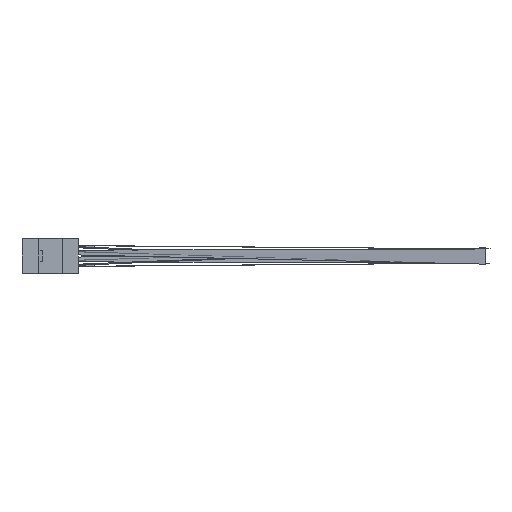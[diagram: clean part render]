
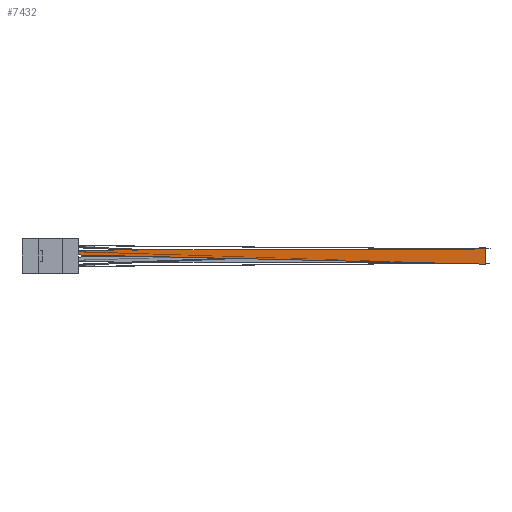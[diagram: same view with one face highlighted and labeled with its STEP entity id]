
A CAD part, left-side view. The second image highlights one B-rep face of the part: STEP entity #7432.
In plain terms, the highlighted cylindrical face has radius 1.943 mm (diameter 3.886 mm), a partial arc.
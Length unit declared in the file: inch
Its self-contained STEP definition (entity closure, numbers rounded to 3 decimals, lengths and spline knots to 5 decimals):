
#1838 = VECTOR ( 'NONE', #17154, 39.37008 ) ;
#1999 = CARTESIAN_POINT ( 'NONE',  ( 0.228, 0.0425, 0.025 ) ) ;
#2510 = DIRECTION ( 'NONE',  ( 0., 1., 0. ) ) ;
#3664 = CYLINDRICAL_SURFACE ( 'NONE', #11653, 0.0765 ) ;
#4098 = LINE ( 'NONE', #22264, #1838 ) ;
#4814 = EDGE_CURVE ( 'NONE', #27239, #26024, #6614, .T. ) ;
#6614 = LINE ( 'NONE', #22438, #25738 ) ;
#7432 = ADVANCED_FACE ( 'NONE', ( #25654 ), #3664, .T. ) ;
#7458 = EDGE_CURVE ( 'NONE', #16417, #10110, #4098, .T. ) ;
#8281 = ORIENTED_EDGE ( 'NONE', *, *, #17750, .T. ) ;
#8632 = CIRCLE ( 'NONE', #28779, 0.0765 ) ;
#8801 = VERTEX_POINT ( 'NONE', #19637 ) ;
#9934 = LINE ( 'NONE', #18191, #25947 ) ;
#10110 = VERTEX_POINT ( 'NONE', #14535 ) ;
#10119 = ORIENTED_EDGE ( 'NONE', *, *, #17457, .F. ) ;
#10932 = CARTESIAN_POINT ( 'NONE',  ( 0.18604, 0.10646, 0.006 ) ) ;
#11653 = AXIS2_PLACEMENT_3D ( 'NONE', #21544, #18772, #27574 ) ;
#14254 = CARTESIAN_POINT ( 'NONE',  ( 5.001, 0.05, -0.0975 ) ) ;
#14535 = CARTESIAN_POINT ( 'NONE',  ( 0.18604, 0.10646, 0.025 ) ) ;
#15694 = DIRECTION ( 'NONE',  ( 0., -1., 0. ) ) ;
#16417 = VERTEX_POINT ( 'NONE', #10932 ) ;
#17154 = DIRECTION ( 'NONE',  ( 0., 0., 1. ) ) ;
#17457 = EDGE_CURVE ( 'NONE', #26129, #8801, #9934, .T. ) ;
#17750 = EDGE_CURVE ( 'NONE', #10110, #25563, #8632, .T. ) ;
#18191 = CARTESIAN_POINT ( 'NONE',  ( 5.001, 0.212, -0.2725 ) ) ;
#18772 = DIRECTION ( 'NONE',  ( 0., 0., -1. ) ) ;
#19637 = CARTESIAN_POINT ( 'NONE',  ( 5.001, 0.05, -0.2725 ) ) ;
#19780 = CARTESIAN_POINT ( 'NONE',  ( 5.001, 0.212, -0.2725 ) ) ;
#21180 = ORIENTED_EDGE ( 'NONE', *, *, #4814, .F. ) ;
#21544 = CARTESIAN_POINT ( 'NONE',  ( 0.228, 0.0425, 0. ) ) ;
#22264 = CARTESIAN_POINT ( 'NONE',  ( 0.18604, 0.10646, -0.025 ) ) ;
#22438 = CARTESIAN_POINT ( 'NONE',  ( 5.001, 0.212, -0.0975 ) ) ;
#23615 = CARTESIAN_POINT ( 'NONE',  ( 5.001, 0.212, -0.0975 ) ) ;
#23788 = CARTESIAN_POINT ( 'NONE',  ( 0.30169, 0.06304, 0.025 ) ) ;
#24255 = EDGE_LOOP ( 'NONE', ( #10119, #21180, #25502, #8281 ) ) ;
#25502 = ORIENTED_EDGE ( 'NONE', *, *, #7458, .T. ) ;
#25563 = VERTEX_POINT ( 'NONE', #23788 ) ;
#25654 = FACE_OUTER_BOUND ( 'NONE', #24255, .T. ) ;
#25738 = VECTOR ( 'NONE', #2510, 39.37008 ) ;
#25947 = VECTOR ( 'NONE', #15694, 39.37008 ) ;
#26024 = VERTEX_POINT ( 'NONE', #23615 ) ;
#26129 = VERTEX_POINT ( 'NONE', #19780 ) ;
#26333 = DIRECTION ( 'NONE',  ( 0., 0., -1. ) ) ;
#26775 = DIRECTION ( 'NONE',  ( -1., 0., 0. ) ) ;
#27239 = VERTEX_POINT ( 'NONE', #14254 ) ;
#27574 = DIRECTION ( 'NONE',  ( -1., 0., 0. ) ) ;
#28779 = AXIS2_PLACEMENT_3D ( 'NONE', #1999, #26333, #26775 ) ;
